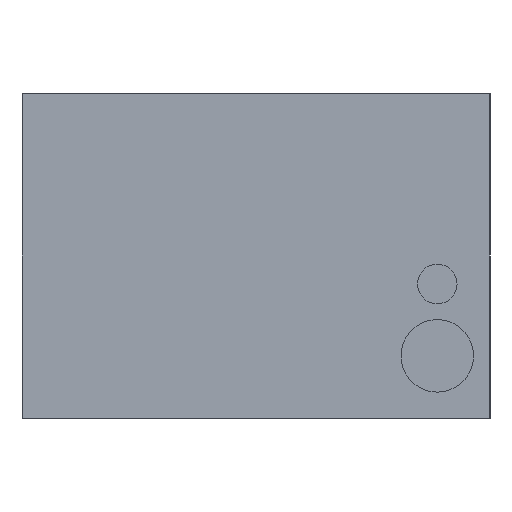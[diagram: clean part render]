
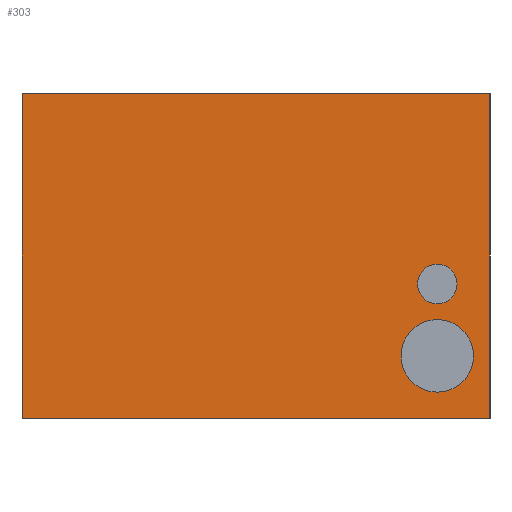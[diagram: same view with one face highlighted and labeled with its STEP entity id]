
A CAD part, left-side view. The second image highlights one B-rep face of the part: STEP entity #303.
In plain terms, the highlighted planar face has unit normal (-1, 0, 0).
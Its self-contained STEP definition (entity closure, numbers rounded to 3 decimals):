
#2 = VERTEX_POINT ( 'NONE', #26 ) ;
#8 = DIRECTION ( 'NONE',  ( 0., 1., 0. ) ) ;
#26 = CARTESIAN_POINT ( 'NONE',  ( -56., -27.5, 4. ) ) ;
#35 = CARTESIAN_POINT ( 'NONE',  ( -56., -27.5, 15. ) ) ;
#36 = ORIENTED_EDGE ( 'NONE', *, *, #611, .F. ) ;
#57 = LINE ( 'NONE', #463, #803 ) ;
#58 = VERTEX_POINT ( 'NONE', #710 ) ;
#80 = CARTESIAN_POINT ( 'NONE',  ( -56., -27.5, 20.4 ) ) ;
#88 = ORIENTED_EDGE ( 'NONE', *, *, #504, .F. ) ;
#91 = CIRCLE ( 'NONE', #357, 3. ) ;
#99 = EDGE_CURVE ( 'NONE', #2, #841, #347, .T. ) ;
#103 = ORIENTED_EDGE ( 'NONE', *, *, #792, .T. ) ;
#110 = VECTOR ( 'NONE', #525, 1000. ) ;
#118 = VERTEX_POINT ( 'NONE', #397 ) ;
#119 = DIRECTION ( 'NONE',  ( 0., 0., -1. ) ) ;
#127 = LINE ( 'NONE', #516, #458 ) ;
#128 = ORIENTED_EDGE ( 'NONE', *, *, #513, .T. ) ;
#175 = FACE_BOUND ( 'NONE', #658, .T. ) ;
#186 = PLANE ( 'NONE',  #284 ) ;
#202 = CARTESIAN_POINT ( 'NONE',  ( -56., -27.5, 20.4 ) ) ;
#218 = DIRECTION ( 'NONE',  ( 0., 1., 0. ) ) ;
#224 = VECTOR ( 'NONE', #893, 1000. ) ;
#230 = CARTESIAN_POINT ( 'NONE',  ( -56., -27.5, 9.5 ) ) ;
#239 = CIRCLE ( 'NONE', #689, 3. ) ;
#241 = CARTESIAN_POINT ( 'NONE',  ( -56., 35.5, 49.3 ) ) ;
#258 = CARTESIAN_POINT ( 'NONE',  ( -56., 35.5, 0. ) ) ;
#262 = CIRCLE ( 'NONE', #968, 5.5 ) ;
#265 = ORIENTED_EDGE ( 'NONE', *, *, #797, .F. ) ;
#280 = LINE ( 'NONE', #282, #110 ) ;
#282 = CARTESIAN_POINT ( 'NONE',  ( -56., -35.5, 49.3 ) ) ;
#284 = AXIS2_PLACEMENT_3D ( 'NONE', #495, #415, #506 ) ;
#297 = EDGE_LOOP ( 'NONE', ( #639, #36 ) ) ;
#303 = ADVANCED_FACE ( 'NONE', ( #175, #951, #796 ), #186, .F. ) ;
#347 = CIRCLE ( 'NONE', #477, 5.5 ) ;
#357 = AXIS2_PLACEMENT_3D ( 'NONE', #80, #400, #8 ) ;
#378 = EDGE_CURVE ( 'NONE', #635, #680, #280, .T. ) ;
#391 = DIRECTION ( 'NONE',  ( -1., 0., 0. ) ) ;
#397 = CARTESIAN_POINT ( 'NONE',  ( -56., -27.5, 23.4 ) ) ;
#400 = DIRECTION ( 'NONE',  ( -1., 0., 0. ) ) ;
#411 = ORIENTED_EDGE ( 'NONE', *, *, #378, .F. ) ;
#415 = DIRECTION ( 'NONE',  ( 1., 0., 0. ) ) ;
#458 = VECTOR ( 'NONE', #119, 1000. ) ;
#463 = CARTESIAN_POINT ( 'NONE',  ( -56., 35.5, 49.3 ) ) ;
#477 = AXIS2_PLACEMENT_3D ( 'NONE', #230, #787, #633 ) ;
#492 = CARTESIAN_POINT ( 'NONE',  ( -56., -27.5, 17.4 ) ) ;
#495 = CARTESIAN_POINT ( 'NONE',  ( -56., 35.5, 49.3 ) ) ;
#504 = EDGE_CURVE ( 'NONE', #774, #118, #239, .T. ) ;
#506 = DIRECTION ( 'NONE',  ( 0., 1., 0. ) ) ;
#513 = EDGE_CURVE ( 'NONE', #707, #58, #127, .T. ) ;
#516 = CARTESIAN_POINT ( 'NONE',  ( -56., 35.5, 49.3 ) ) ;
#525 = DIRECTION ( 'NONE',  ( 0., 0., -1. ) ) ;
#553 = CARTESIAN_POINT ( 'NONE',  ( -56., -27.5, 9.5 ) ) ;
#584 = DIRECTION ( 'NONE',  ( -1., 0., 0. ) ) ;
#611 = EDGE_CURVE ( 'NONE', #841, #2, #262, .T. ) ;
#633 = DIRECTION ( 'NONE',  ( 0., 1., 0. ) ) ;
#635 = VERTEX_POINT ( 'NONE', #700 ) ;
#639 = ORIENTED_EDGE ( 'NONE', *, *, #99, .F. ) ;
#646 = EDGE_CURVE ( 'NONE', #707, #635, #57, .T. ) ;
#658 = EDGE_LOOP ( 'NONE', ( #88, #265 ) ) ;
#680 = VERTEX_POINT ( 'NONE', #785 ) ;
#689 = AXIS2_PLACEMENT_3D ( 'NONE', #202, #584, #767 ) ;
#697 = EDGE_LOOP ( 'NONE', ( #103, #411, #890, #128 ) ) ;
#700 = CARTESIAN_POINT ( 'NONE',  ( -56., -35.5, 49.3 ) ) ;
#707 = VERTEX_POINT ( 'NONE', #241 ) ;
#710 = CARTESIAN_POINT ( 'NONE',  ( -56., 35.5, 0. ) ) ;
#713 = LINE ( 'NONE', #258, #224 ) ;
#767 = DIRECTION ( 'NONE',  ( 0., 1., 0. ) ) ;
#774 = VERTEX_POINT ( 'NONE', #492 ) ;
#785 = CARTESIAN_POINT ( 'NONE',  ( -56., -35.5, 0. ) ) ;
#787 = DIRECTION ( 'NONE',  ( -1., 0., 0. ) ) ;
#792 = EDGE_CURVE ( 'NONE', #58, #680, #713, .T. ) ;
#796 = FACE_OUTER_BOUND ( 'NONE', #697, .T. ) ;
#797 = EDGE_CURVE ( 'NONE', #118, #774, #91, .T. ) ;
#803 = VECTOR ( 'NONE', #858, 1000. ) ;
#841 = VERTEX_POINT ( 'NONE', #35 ) ;
#858 = DIRECTION ( 'NONE',  ( 0., -1., 0. ) ) ;
#890 = ORIENTED_EDGE ( 'NONE', *, *, #646, .F. ) ;
#893 = DIRECTION ( 'NONE',  ( 0., -1., 0. ) ) ;
#951 = FACE_BOUND ( 'NONE', #297, .T. ) ;
#968 = AXIS2_PLACEMENT_3D ( 'NONE', #553, #391, #218 ) ;
